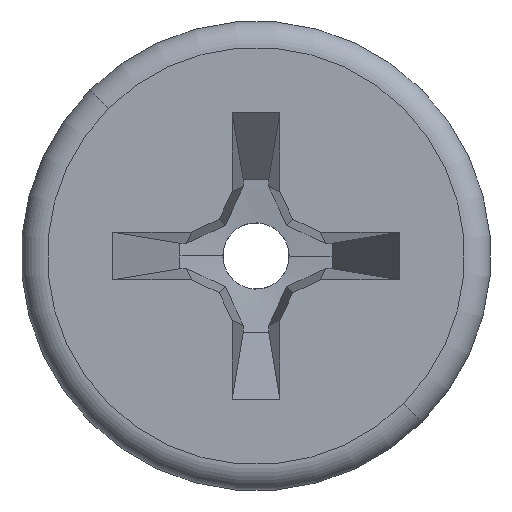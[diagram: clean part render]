
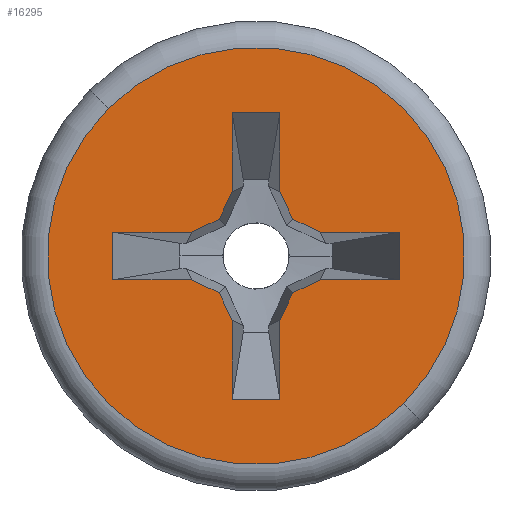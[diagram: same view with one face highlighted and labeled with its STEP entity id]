
A CAD part, left-side view. The second image highlights one B-rep face of the part: STEP entity #16295.
In plain terms, the highlighted planar face has unit normal (-1, 0, 0).
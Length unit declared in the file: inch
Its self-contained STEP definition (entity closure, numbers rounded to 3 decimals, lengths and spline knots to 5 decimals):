
#7741=CARTESIAN_POINT('',(0.,0.,0.));
#7742=DIRECTION('',(-1.,0.,0.));
#7743=DIRECTION('',(0.,1.,0.));
#7744=AXIS2_PLACEMENT_3D('',#7741,#7742,#7743);
#7746=CARTESIAN_POINT('',(0.,0.,0.));
#7747=DIRECTION('',(1.,0.,0.));
#7748=DIRECTION('',(0.,1.,0.));
#7749=AXIS2_PLACEMENT_3D('',#7746,#7747,#7748);
#7751=DIRECTION('',(0.,-0.707,-0.707));
#7752=VECTOR('',#7751,0.03033);
#7753=CARTESIAN_POINT('',(0.,0.07507,-0.05362));
#7754=LINE('',#7753,#7752);
#7755=DIRECTION('',(0.,0.707,-0.707));
#7756=VECTOR('',#7755,0.05009);
#7757=CARTESIAN_POINT('',(0.,0.0182,-0.03965));
#7758=LINE('',#7757,#7756);
#7759=DIRECTION('',(0.,0.94,-0.342));
#7760=VECTOR('',#7759,0.01937);
#7761=CARTESIAN_POINT('',(0.,0.,-0.03302));
#7762=LINE('',#7761,#7760);
#7763=DIRECTION('',(0.,0.94,0.342));
#7764=VECTOR('',#7763,0.01937);
#7765=CARTESIAN_POINT('',(0.,-0.0182,-0.03965));
#7766=LINE('',#7765,#7764);
#7767=DIRECTION('',(0.,-0.707,-0.707));
#7768=VECTOR('',#7767,0.05009);
#7769=CARTESIAN_POINT('',(0.,-0.0182,-0.03965));
#7770=LINE('',#7769,#7768);
#7771=DIRECTION('',(0.,0.707,-0.707));
#7772=VECTOR('',#7771,0.03033);
#7773=CARTESIAN_POINT('',(0.,-0.07507,-0.05362));
#7774=LINE('',#7773,#7772);
#7775=DIRECTION('',(0.,-0.707,-0.707));
#7776=VECTOR('',#7775,0.05009);
#7777=CARTESIAN_POINT('',(0.,-0.03965,-0.0182));
#7778=LINE('',#7777,#7776);
#7779=DIRECTION('',(0.,-0.342,-0.94));
#7780=VECTOR('',#7779,0.01937);
#7781=CARTESIAN_POINT('',(0.,-0.03302,0.));
#7782=LINE('',#7781,#7780);
#7783=DIRECTION('',(0.,0.342,-0.94));
#7784=VECTOR('',#7783,0.01937);
#7785=CARTESIAN_POINT('',(0.,-0.03965,0.0182));
#7786=LINE('',#7785,#7784);
#7787=DIRECTION('',(0.,0.707,-0.707));
#7788=VECTOR('',#7787,0.05009);
#7789=CARTESIAN_POINT('',(0.,-0.07507,0.05362));
#7790=LINE('',#7789,#7788);
#7791=DIRECTION('',(0.,-0.707,-0.707));
#7792=VECTOR('',#7791,0.03033);
#7793=CARTESIAN_POINT('',(0.,-0.05362,0.07507));
#7794=LINE('',#7793,#7792);
#7795=DIRECTION('',(0.,0.707,-0.707));
#7796=VECTOR('',#7795,0.05009);
#7797=CARTESIAN_POINT('',(0.,-0.05362,0.07507));
#7798=LINE('',#7797,#7796);
#7799=DIRECTION('',(0.,-0.94,0.342));
#7800=VECTOR('',#7799,0.01937);
#7801=CARTESIAN_POINT('',(0.,0.,0.03302));
#7802=LINE('',#7801,#7800);
#7803=DIRECTION('',(0.,-0.94,-0.342));
#7804=VECTOR('',#7803,0.01937);
#7805=CARTESIAN_POINT('',(0.,0.0182,0.03965));
#7806=LINE('',#7805,#7804);
#7807=DIRECTION('',(0.,-0.707,-0.707));
#7808=VECTOR('',#7807,0.05009);
#7809=CARTESIAN_POINT('',(0.,0.05362,0.07507));
#7810=LINE('',#7809,#7808);
#7811=DIRECTION('',(0.,0.707,-0.707));
#7812=VECTOR('',#7811,0.03033);
#7813=CARTESIAN_POINT('',(0.,0.05362,0.07507));
#7814=LINE('',#7813,#7812);
#7815=DIRECTION('',(0.,-0.707,-0.707));
#7816=VECTOR('',#7815,0.05009);
#7817=CARTESIAN_POINT('',(0.,0.07507,0.05362));
#7818=LINE('',#7817,#7816);
#7819=DIRECTION('',(0.,0.342,0.94));
#7820=VECTOR('',#7819,0.01937);
#7821=CARTESIAN_POINT('',(0.,0.03302,0.));
#7822=LINE('',#7821,#7820);
#7823=DIRECTION('',(0.,-0.342,0.94));
#7824=VECTOR('',#7823,0.01937);
#7825=CARTESIAN_POINT('',(0.,0.03965,-0.0182));
#7826=LINE('',#7825,#7824);
#7827=DIRECTION('',(0.,0.707,-0.707));
#7828=VECTOR('',#7827,0.05009);
#7829=CARTESIAN_POINT('',(0.,0.03965,-0.0182));
#7830=LINE('',#7829,#7828);
#13711=CARTESIAN_POINT('',(0.,0.07507,-0.05362));
#13712=CARTESIAN_POINT('',(0.,0.05362,-0.07507));
#13713=VERTEX_POINT('',#13711);
#13714=VERTEX_POINT('',#13712);
#13715=CARTESIAN_POINT('',(0.,0.03965,-0.0182));
#13716=VERTEX_POINT('',#13715);
#13717=CARTESIAN_POINT('',(0.,0.03302,0.));
#13718=VERTEX_POINT('',#13717);
#13719=CARTESIAN_POINT('',(0.,0.03965,0.0182));
#13720=VERTEX_POINT('',#13719);
#13721=CARTESIAN_POINT('',(0.,0.07507,0.05362));
#13722=VERTEX_POINT('',#13721);
#13723=CARTESIAN_POINT('',(0.,0.05362,0.07507));
#13724=VERTEX_POINT('',#13723);
#13725=CARTESIAN_POINT('',(0.,0.0182,0.03965));
#13726=VERTEX_POINT('',#13725);
#13727=CARTESIAN_POINT('',(0.,0.,0.03302));
#13728=VERTEX_POINT('',#13727);
#13729=CARTESIAN_POINT('',(0.,-0.0182,0.03965));
#13730=VERTEX_POINT('',#13729);
#13731=CARTESIAN_POINT('',(0.,-0.05362,0.07507));
#13732=VERTEX_POINT('',#13731);
#13733=CARTESIAN_POINT('',(0.,-0.07507,0.05362));
#13734=VERTEX_POINT('',#13733);
#13735=CARTESIAN_POINT('',(0.,-0.03965,0.0182));
#13736=VERTEX_POINT('',#13735);
#13737=CARTESIAN_POINT('',(0.,-0.03302,0.));
#13738=VERTEX_POINT('',#13737);
#13739=CARTESIAN_POINT('',(0.,-0.03965,-0.0182));
#13740=VERTEX_POINT('',#13739);
#13741=CARTESIAN_POINT('',(0.,-0.07507,-0.05362));
#13742=VERTEX_POINT('',#13741);
#13743=CARTESIAN_POINT('',(0.,-0.05362,-0.07507));
#13744=VERTEX_POINT('',#13743);
#13745=CARTESIAN_POINT('',(0.,-0.0182,-0.03965));
#13746=VERTEX_POINT('',#13745);
#13747=CARTESIAN_POINT('',(0.,0.,-0.03302));
#13748=VERTEX_POINT('',#13747);
#13749=CARTESIAN_POINT('',(0.,0.0182,-0.03965));
#13750=VERTEX_POINT('',#13749);
#13857=CARTESIAN_POINT('',(0.,0.13231,0.));
#13858=VERTEX_POINT('',#13857);
#13859=CARTESIAN_POINT('',(0.,-0.13231,0.));
#13860=VERTEX_POINT('',#13859);
#16262=CARTESIAN_POINT('',(0.,0.,0.));
#16263=DIRECTION('',(1.,0.,0.));
#16264=DIRECTION('',(0.,-1.,0.));
#16265=AXIS2_PLACEMENT_3D('',#16262,#16263,#16264);
#16266=PLANE('',#16265);
#16268=ORIENTED_EDGE('',*,*,#16267,.F.);
#16270=ORIENTED_EDGE('',*,*,#16269,.T.);
#16271=EDGE_LOOP('',(#16268,#16270));
#16272=FACE_OUTER_BOUND('',#16271,.F.);
#16273=ORIENTED_EDGE('',*,*,#16083,.T.);
#16274=ORIENTED_EDGE('',*,*,#16097,.F.);
#16275=ORIENTED_EDGE('',*,*,#16123,.F.);
#16276=ORIENTED_EDGE('',*,*,#16149,.F.);
#16277=ORIENTED_EDGE('',*,*,#16163,.T.);
#16278=ORIENTED_EDGE('',*,*,#16177,.F.);
#16279=ORIENTED_EDGE('',*,*,#16191,.F.);
#16280=ORIENTED_EDGE('',*,*,#16217,.F.);
#16281=ORIENTED_EDGE('',*,*,#16243,.F.);
#16282=ORIENTED_EDGE('',*,*,#16256,.F.);
#16283=ORIENTED_EDGE('',*,*,#15892,.F.);
#16284=ORIENTED_EDGE('',*,*,#15908,.T.);
#16285=ORIENTED_EDGE('',*,*,#15934,.F.);
#16286=ORIENTED_EDGE('',*,*,#15960,.F.);
#16287=ORIENTED_EDGE('',*,*,#15974,.F.);
#16288=ORIENTED_EDGE('',*,*,#15988,.T.);
#16289=ORIENTED_EDGE('',*,*,#16002,.T.);
#16290=ORIENTED_EDGE('',*,*,#16028,.F.);
#16291=ORIENTED_EDGE('',*,*,#16054,.F.);
#16292=ORIENTED_EDGE('',*,*,#16068,.T.);
#16293=EDGE_LOOP('',(#16273,#16274,#16275,#16276,#16277,#16278,#16279,#16280,
#16281,#16282,#16283,#16284,#16285,#16286,#16287,#16288,#16289,#16290,#16291,
#16292));
#16294=FACE_BOUND('',#16293,.F.);
#7745=CIRCLE('',#7744,0.13231);
#7750=CIRCLE('',#7749,0.13231);
#15892=EDGE_CURVE('',#13732,#13734,#7794,.T.);
#15908=EDGE_CURVE('',#13732,#13730,#7798,.T.);
#15934=EDGE_CURVE('',#13728,#13730,#7802,.T.);
#15960=EDGE_CURVE('',#13726,#13728,#7806,.T.);
#15974=EDGE_CURVE('',#13724,#13726,#7810,.T.);
#15988=EDGE_CURVE('',#13724,#13722,#7814,.T.);
#16002=EDGE_CURVE('',#13722,#13720,#7818,.T.);
#16028=EDGE_CURVE('',#13718,#13720,#7822,.T.);
#16054=EDGE_CURVE('',#13716,#13718,#7826,.T.);
#16068=EDGE_CURVE('',#13716,#13713,#7830,.T.);
#16083=EDGE_CURVE('',#13713,#13714,#7754,.T.);
#16097=EDGE_CURVE('',#13750,#13714,#7758,.T.);
#16123=EDGE_CURVE('',#13748,#13750,#7762,.T.);
#16149=EDGE_CURVE('',#13746,#13748,#7766,.T.);
#16163=EDGE_CURVE('',#13746,#13744,#7770,.T.);
#16177=EDGE_CURVE('',#13742,#13744,#7774,.T.);
#16191=EDGE_CURVE('',#13740,#13742,#7778,.T.);
#16217=EDGE_CURVE('',#13738,#13740,#7782,.T.);
#16243=EDGE_CURVE('',#13736,#13738,#7786,.T.);
#16256=EDGE_CURVE('',#13734,#13736,#7790,.T.);
#16267=EDGE_CURVE('',#13858,#13860,#7745,.T.);
#16269=EDGE_CURVE('',#13858,#13860,#7750,.T.);
#16295=ADVANCED_FACE('',(#16272,#16294),#16266,.F.);
